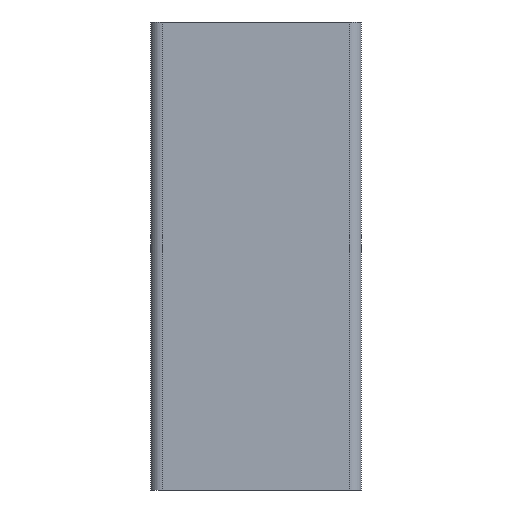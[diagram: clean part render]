
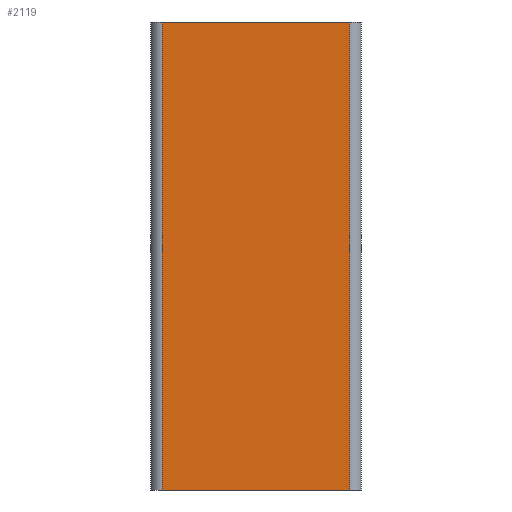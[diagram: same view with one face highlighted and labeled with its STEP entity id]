
A CAD part, left-side view. The second image highlights one B-rep face of the part: STEP entity #2119.
In plain terms, the highlighted planar face has unit normal (-1, 0, 0).
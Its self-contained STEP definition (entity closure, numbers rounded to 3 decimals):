
#291=FACE_OUTER_BOUND('',#402,.T.);
#402=EDGE_LOOP('',(#1842,#1843,#1844,#1845));
#601=LINE('',#3587,#803);
#605=LINE('',#3599,#807);
#606=LINE('',#3603,#808);
#607=LINE('',#3604,#809);
#803=VECTOR('',#2948,40.);
#807=VECTOR('',#2962,100.);
#808=VECTOR('',#2967,100.);
#809=VECTOR('',#2968,40.);
#1016=VERTEX_POINT('',#3584);
#1017=VERTEX_POINT('',#3586);
#1020=VERTEX_POINT('',#3598);
#1021=VERTEX_POINT('',#3602);
#1322=EDGE_CURVE('',#1017,#1016,#601,.T.);
#1328=EDGE_CURVE('',#1020,#1017,#605,.T.);
#1330=EDGE_CURVE('',#1021,#1016,#606,.T.);
#1331=EDGE_CURVE('',#1020,#1021,#607,.T.);
#1842=ORIENTED_EDGE('',*,*,#1322,.T.);
#1843=ORIENTED_EDGE('',*,*,#1330,.F.);
#1844=ORIENTED_EDGE('',*,*,#1331,.F.);
#1845=ORIENTED_EDGE('',*,*,#1328,.T.);
#2014=PLANE('',#2338);
#2119=ADVANCED_FACE('',(#291),#2014,.T.);
#2338=AXIS2_PLACEMENT_3D('',#3601,#2965,#2966);
#2948=DIRECTION('',(0.,1.,0.));
#2962=DIRECTION('',(0.,0.,1.));
#2965=DIRECTION('center_axis',(-1.,0.,0.));
#2966=DIRECTION('ref_axis',(0.,-1.,0.));
#2967=DIRECTION('',(0.,0.,1.));
#2968=DIRECTION('',(0.,1.,0.));
#3584=CARTESIAN_POINT('',(-22.5,20.,100.));
#3586=CARTESIAN_POINT('',(-22.5,-20.,100.));
#3587=CARTESIAN_POINT('',(-22.5,10.,100.));
#3598=CARTESIAN_POINT('',(-22.5,-20.,0.));
#3599=CARTESIAN_POINT('',(-22.5,-20.,0.));
#3601=CARTESIAN_POINT('Origin',(-22.5,20.,0.));
#3602=CARTESIAN_POINT('',(-22.5,20.,0.));
#3603=CARTESIAN_POINT('',(-22.5,20.,0.));
#3604=CARTESIAN_POINT('',(-22.5,10.,0.));
